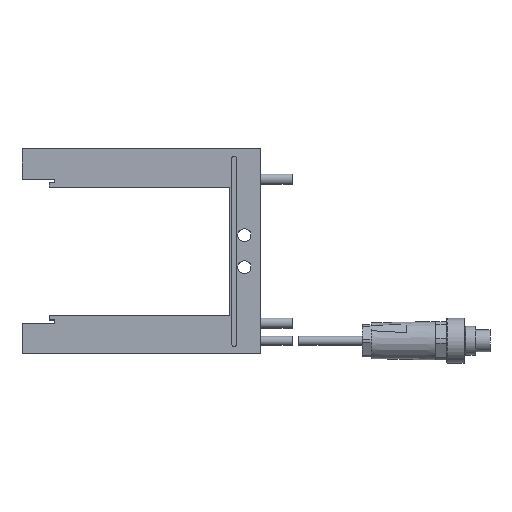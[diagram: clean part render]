
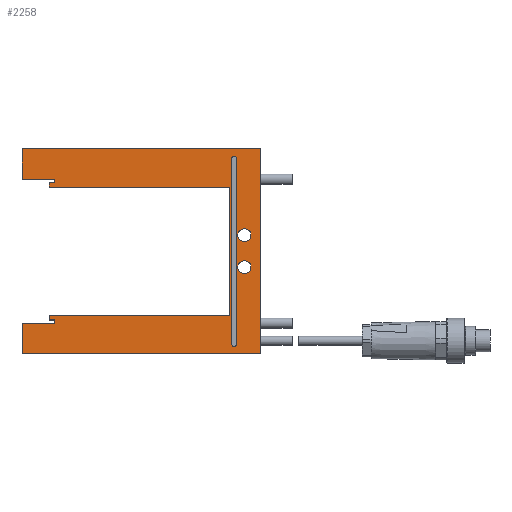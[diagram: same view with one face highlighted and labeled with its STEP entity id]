
A CAD part, top view. The second image highlights one B-rep face of the part: STEP entity #2258.
In plain terms, the highlighted planar face has unit normal (0, 0, 1).
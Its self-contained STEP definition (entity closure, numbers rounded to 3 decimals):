
#54=LINE($,#3414,#186);
#58=LINE($,#3430,#190);
#59=LINE($,#3432,#191);
#60=LINE($,#3434,#192);
#61=LINE($,#3436,#193);
#62=LINE($,#3438,#194);
#63=LINE($,#3440,#195);
#64=LINE($,#3442,#196);
#65=LINE($,#3444,#197);
#66=LINE($,#3446,#198);
#67=LINE($,#3448,#199);
#68=LINE($,#3450,#200);
#69=LINE($,#3452,#201);
#70=LINE($,#3454,#202);
#71=LINE($,#3456,#203);
#72=LINE($,#3457,#204);
#73=LINE($,#3460,#205);
#74=LINE($,#3464,#206);
#186=VECTOR($,#2725,64.);
#190=VECTOR($,#2739,74.5);
#191=VECTOR($,#2740,9.5);
#192=VECTOR($,#2741,10.3);
#193=VECTOR($,#2742,1.);
#194=VECTOR($,#2743,1.8);
#195=VECTOR($,#2744,1.5);
#196=VECTOR($,#2745,56.5);
#197=VECTOR($,#2746,40.);
#198=VECTOR($,#2747,56.5);
#199=VECTOR($,#2748,1.5);
#200=VECTOR($,#2749,1.8);
#201=VECTOR($,#2750,1.);
#202=VECTOR($,#2751,10.3);
#203=VECTOR($,#2752,9.5);
#204=VECTOR($,#2753,74.5);
#205=VECTOR($,#2754,58.);
#206=VECTOR($,#2757,58.);
#327=PLANE($,#2430);
#400=FACE_BOUND($,#640,.T.);
#401=FACE_BOUND($,#641,.T.);
#402=FACE_BOUND($,#642,.T.);
#479=FACE_OUTER_BOUND($,#639,.T.);
#639=EDGE_LOOP($,(#1492,#1493,#1494,#1495,#1496,#1497,#1498,#1499,#1500,
#1501,#1502,#1503,#1504,#1505,#1506,#1507));
#640=EDGE_LOOP($,(#1508,#1509,#1510,#1511));
#641=EDGE_LOOP($,(#1512));
#642=EDGE_LOOP($,(#1513));
#867=CIRCLE($,#2431,0.75);
#868=CIRCLE($,#2432,0.75);
#869=CIRCLE($,#2433,2.05);
#870=CIRCLE($,#2434,2.05);
#993=VERTEX_POINT($,#3412);
#994=VERTEX_POINT($,#3413);
#1001=VERTEX_POINT($,#3429);
#1002=VERTEX_POINT($,#3431);
#1003=VERTEX_POINT($,#3433);
#1004=VERTEX_POINT($,#3435);
#1005=VERTEX_POINT($,#3437);
#1006=VERTEX_POINT($,#3439);
#1007=VERTEX_POINT($,#3441);
#1008=VERTEX_POINT($,#3443);
#1009=VERTEX_POINT($,#3445);
#1010=VERTEX_POINT($,#3447);
#1011=VERTEX_POINT($,#3449);
#1012=VERTEX_POINT($,#3451);
#1013=VERTEX_POINT($,#3453);
#1014=VERTEX_POINT($,#3455);
#1015=VERTEX_POINT($,#3458);
#1016=VERTEX_POINT($,#3459);
#1017=VERTEX_POINT($,#3461);
#1018=VERTEX_POINT($,#3463);
#1019=VERTEX_POINT($,#3466);
#1020=VERTEX_POINT($,#3468);
#1200=EDGE_CURVE($,#993,#994,#54,.T.);
#1208=EDGE_CURVE($,#1001,#993,#58,.T.);
#1209=EDGE_CURVE($,#1002,#1001,#59,.T.);
#1210=EDGE_CURVE($,#1003,#1002,#60,.T.);
#1211=EDGE_CURVE($,#1004,#1003,#61,.T.);
#1212=EDGE_CURVE($,#1005,#1004,#62,.T.);
#1213=EDGE_CURVE($,#1006,#1005,#63,.T.);
#1214=EDGE_CURVE($,#1007,#1006,#64,.T.);
#1215=EDGE_CURVE($,#1008,#1007,#65,.T.);
#1216=EDGE_CURVE($,#1009,#1008,#66,.T.);
#1217=EDGE_CURVE($,#1010,#1009,#67,.T.);
#1218=EDGE_CURVE($,#1011,#1010,#68,.T.);
#1219=EDGE_CURVE($,#1012,#1011,#69,.T.);
#1220=EDGE_CURVE($,#1013,#1012,#70,.T.);
#1221=EDGE_CURVE($,#1014,#1013,#71,.T.);
#1222=EDGE_CURVE($,#994,#1014,#72,.T.);
#1223=EDGE_CURVE($,#1015,#1016,#73,.T.);
#1224=EDGE_CURVE($,#1016,#1017,#867,.T.);
#1225=EDGE_CURVE($,#1017,#1018,#74,.T.);
#1226=EDGE_CURVE($,#1018,#1015,#868,.T.);
#1227=EDGE_CURVE($,#1019,#1019,#869,.T.);
#1228=EDGE_CURVE($,#1020,#1020,#870,.T.);
#1492=ORIENTED_EDGE($,*,*,#1200,.F.);
#1493=ORIENTED_EDGE($,*,*,#1208,.F.);
#1494=ORIENTED_EDGE($,*,*,#1209,.F.);
#1495=ORIENTED_EDGE($,*,*,#1210,.F.);
#1496=ORIENTED_EDGE($,*,*,#1211,.F.);
#1497=ORIENTED_EDGE($,*,*,#1212,.F.);
#1498=ORIENTED_EDGE($,*,*,#1213,.F.);
#1499=ORIENTED_EDGE($,*,*,#1214,.F.);
#1500=ORIENTED_EDGE($,*,*,#1215,.F.);
#1501=ORIENTED_EDGE($,*,*,#1216,.F.);
#1502=ORIENTED_EDGE($,*,*,#1217,.F.);
#1503=ORIENTED_EDGE($,*,*,#1218,.F.);
#1504=ORIENTED_EDGE($,*,*,#1219,.F.);
#1505=ORIENTED_EDGE($,*,*,#1220,.F.);
#1506=ORIENTED_EDGE($,*,*,#1221,.F.);
#1507=ORIENTED_EDGE($,*,*,#1222,.F.);
#1508=ORIENTED_EDGE($,*,*,#1223,.T.);
#1509=ORIENTED_EDGE($,*,*,#1224,.T.);
#1510=ORIENTED_EDGE($,*,*,#1225,.T.);
#1511=ORIENTED_EDGE($,*,*,#1226,.T.);
#1512=ORIENTED_EDGE($,*,*,#1227,.T.);
#1513=ORIENTED_EDGE($,*,*,#1228,.T.);
#2258=ADVANCED_FACE($,(#479,#400,#401,#402),#327,.T.);
#2430=AXIS2_PLACEMENT_3D($,#3428,#2737,#2738);
#2431=AXIS2_PLACEMENT_3D($,#3462,#2755,#2756);
#2432=AXIS2_PLACEMENT_3D($,#3465,#2758,#2759);
#2433=AXIS2_PLACEMENT_3D($,#3467,#2760,#2761);
#2434=AXIS2_PLACEMENT_3D($,#3469,#2762,#2763);
#2725=DIRECTION($,(0.,-1.,0.));
#2737=DIRECTION('center_axis',(0.,0.,1.));
#2738=DIRECTION('ref_axis',(1.,0.,0.));
#2739=DIRECTION($,(1.,0.,0.));
#2740=DIRECTION($,(0.,1.,0.));
#2741=DIRECTION($,(-1.,0.,0.));
#2742=DIRECTION($,(0.,1.,0.));
#2743=DIRECTION($,(1.,0.,0.));
#2744=DIRECTION($,(0.,1.,0.));
#2745=DIRECTION($,(-1.,0.,0.));
#2746=DIRECTION($,(0.,1.,0.));
#2747=DIRECTION($,(1.,0.,0.));
#2748=DIRECTION($,(0.,1.,0.));
#2749=DIRECTION($,(-1.,0.,0.));
#2750=DIRECTION($,(0.,1.,0.));
#2751=DIRECTION($,(1.,0.,0.));
#2752=DIRECTION($,(0.,1.,0.));
#2753=DIRECTION($,(-1.,0.,0.));
#2754=DIRECTION($,(0.,-1.,0.));
#2755=DIRECTION('center_axis',(0.,0.,-1.));
#2756=DIRECTION('ref_axis',(-1.,0.,0.));
#2757=DIRECTION($,(0.,1.,0.));
#2758=DIRECTION('center_axis',(0.,0.,-1.));
#2759=DIRECTION('ref_axis',(-1.,0.,0.));
#2760=DIRECTION('center_axis',(0.,0.,-1.));
#2761=DIRECTION('ref_axis',(-1.,0.,0.));
#2762=DIRECTION('center_axis',(0.,0.,-1.));
#2763=DIRECTION('ref_axis',(-1.,0.,0.));
#3412=CARTESIAN_POINT('',(0.,64.,8.));
#3413=CARTESIAN_POINT('',(0.,0.,8.));
#3414=CARTESIAN_POINT($,(0.,0.,8.));
#3428=CARTESIAN_POINT('Origin',(-30.384,54.866,8.));
#3429=CARTESIAN_POINT('',(-74.5,64.,8.));
#3430=CARTESIAN_POINT($,(0.,64.,8.));
#3431=CARTESIAN_POINT('',(-74.5,54.5,8.));
#3432=CARTESIAN_POINT($,(-74.5,64.,8.));
#3433=CARTESIAN_POINT('',(-64.2,54.5,8.));
#3434=CARTESIAN_POINT($,(-74.5,54.5,8.));
#3435=CARTESIAN_POINT('',(-64.2,53.5,8.));
#3436=CARTESIAN_POINT($,(-64.2,53.5,8.));
#3437=CARTESIAN_POINT('',(-66.,53.5,8.));
#3438=CARTESIAN_POINT($,(-66.,53.5,8.));
#3439=CARTESIAN_POINT('',(-66.,52.,8.));
#3440=CARTESIAN_POINT($,(-66.,52.,8.));
#3441=CARTESIAN_POINT('',(-9.5,52.,8.));
#3442=CARTESIAN_POINT($,(-9.5,52.,8.));
#3443=CARTESIAN_POINT('',(-9.5,12.,8.));
#3444=CARTESIAN_POINT($,(-9.5,54.5,8.));
#3445=CARTESIAN_POINT('',(-66.,12.,8.));
#3446=CARTESIAN_POINT($,(-66.,12.,8.));
#3447=CARTESIAN_POINT('',(-66.,10.5,8.));
#3448=CARTESIAN_POINT($,(-66.,10.5,8.));
#3449=CARTESIAN_POINT('',(-64.2,10.5,8.));
#3450=CARTESIAN_POINT($,(-64.2,10.5,8.));
#3451=CARTESIAN_POINT('',(-64.2,9.5,8.));
#3452=CARTESIAN_POINT($,(-64.2,9.5,8.));
#3453=CARTESIAN_POINT('',(-74.5,9.5,8.));
#3454=CARTESIAN_POINT($,(-9.5,9.5,8.));
#3455=CARTESIAN_POINT('',(-74.5,0.,8.));
#3456=CARTESIAN_POINT($,(-74.5,9.5,8.));
#3457=CARTESIAN_POINT($,(-74.5,0.,8.));
#3458=CARTESIAN_POINT('',(-7.45,61.,8.));
#3459=CARTESIAN_POINT('',(-7.45,3.,8.));
#3460=CARTESIAN_POINT($,(-7.45,28.933,8.));
#3461=CARTESIAN_POINT('',(-8.95,3.,8.));
#3462=CARTESIAN_POINT('Origin',(-8.2,3.,8.));
#3463=CARTESIAN_POINT('',(-8.95,61.,8.));
#3464=CARTESIAN_POINT($,(-8.95,57.933,8.));
#3465=CARTESIAN_POINT('Origin',(-8.2,61.,8.));
#3466=CARTESIAN_POINT('',(-2.95,27.,8.));
#3467=CARTESIAN_POINT('Origin',(-5.,27.,8.));
#3468=CARTESIAN_POINT('',(-2.95,37.,8.));
#3469=CARTESIAN_POINT('Origin',(-5.,37.,8.));
